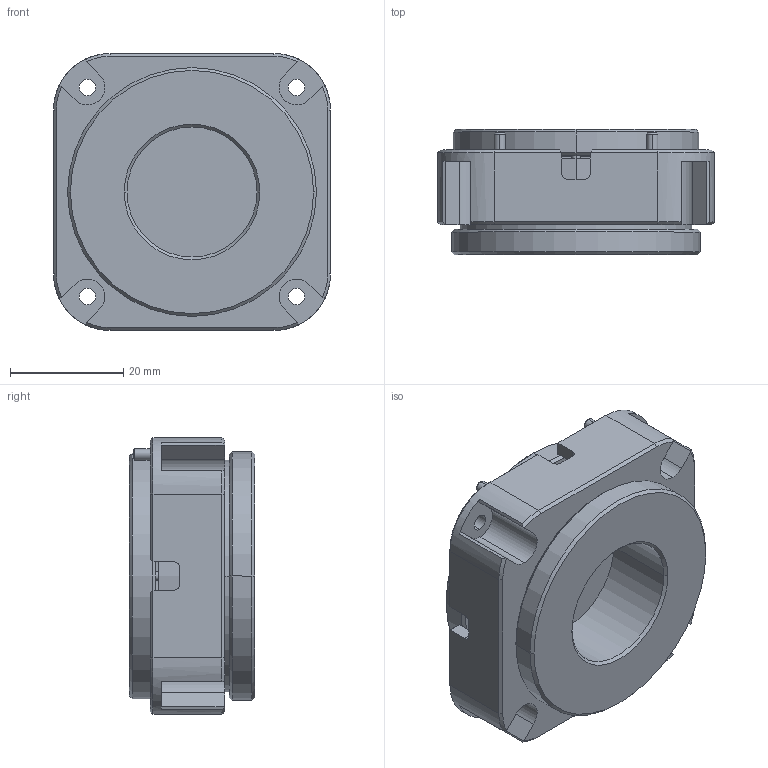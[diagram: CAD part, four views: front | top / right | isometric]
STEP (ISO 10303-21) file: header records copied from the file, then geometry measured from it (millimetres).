
FILE_DESCRIPTION (( 'STEP AP203' ), '1' );
FILE_NAME ('GCT-071101 俋倰芞.STEP', '2017-01-16T08:34:25', ( 'Lxtx999.CoM' ), ( 'Lxtx999.CoM' ), 'SwSTEP 2.0', 'SolidWorks 2012', '' );
FILE_SCHEMA (( 'CONFIG_CONTROL_DESIGN' ));
Length unit declared in the file: centimetre
Products named in the file (1): GCT-071101 俋倰芞
Bounding box: 49 x 22.2 x 49 mm (x, y, z)
Surface area: 13720.8 mm2 (no closed solid volume)
Topology: 0 solids, 8 shells, 207 faces, 538 edges, 348 vertices
Faces by surface type: plane 99, cylinder 72, cone 28, torus 8
Entity records: 6494 total; most frequent: CARTESIAN_POINT 1182, DIRECTION 1144, ORIENTED_EDGE 1026, EDGE_CURVE 538, AXIS2_PLACEMENT_3D 422, VERTEX_POINT 348, VECTOR 300, LINE 300
